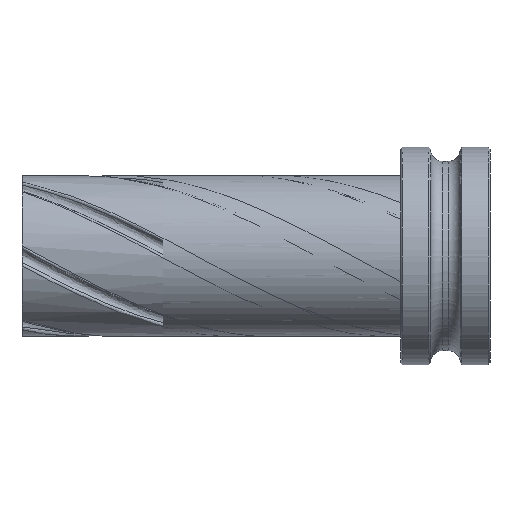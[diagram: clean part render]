
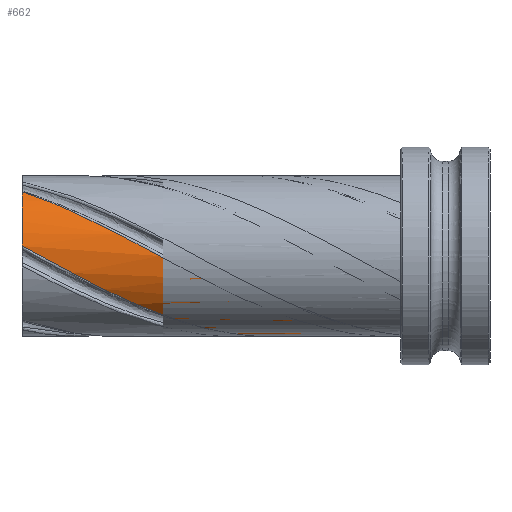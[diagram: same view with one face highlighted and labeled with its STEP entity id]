
A CAD part, left-side view. The second image highlights one B-rep face of the part: STEP entity #662.
In plain terms, the highlighted cylindrical face has radius 8.6 mm (diameter 17.2 mm), a partial arc.
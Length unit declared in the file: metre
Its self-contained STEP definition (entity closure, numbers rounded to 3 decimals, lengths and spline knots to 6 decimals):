
#44=CYLINDRICAL_SURFACE('',#776,0.0086);
#69=B_SPLINE_CURVE_WITH_KNOTS('',3,(#1207,#1208,#1209,#1210,#1211,#1212,
#1213,#1214,#1215,#1216),.UNSPECIFIED.,.F.,.F.,(4,1,1,1,1,1,1,4),(0.,0.005777,
0.011554,0.017331,0.023108,0.028885,
0.034662,0.046216),.UNSPECIFIED.);
#70=B_SPLINE_CURVE_WITH_KNOTS('',3,(#1217,#1218,#1219,#1220,#1221,#1222,
#1223,#1224),.UNSPECIFIED.,.F.,.F.,(4,1,1,1,1,4),(0.,0.011508,
0.023016,0.034524,0.040278,0.046032),
 .UNSPECIFIED.);
#134=ORIENTED_EDGE('',*,*,#336,.F.);
#135=ORIENTED_EDGE('',*,*,#337,.T.);
#136=ORIENTED_EDGE('',*,*,#330,.T.);
#137=ORIENTED_EDGE('',*,*,#338,.T.);
#330=EDGE_CURVE('',#432,#431,#493,.T.);
#336=EDGE_CURVE('',#437,#438,#496,.T.);
#337=EDGE_CURVE('',#437,#432,#69,.T.);
#338=EDGE_CURVE('',#431,#438,#70,.T.);
#431=VERTEX_POINT('',#1182);
#432=VERTEX_POINT('',#1184);
#437=VERTEX_POINT('',#1205);
#438=VERTEX_POINT('',#1206);
#493=CIRCLE('',#773,0.0086);
#496=CIRCLE('',#777,0.0086);
#530=EDGE_LOOP('',(#134,#135,#136,#137));
#594=FACE_BOUND('',#530,.T.);
#662=ADVANCED_FACE('',(#594),#44,.T.);
#773=AXIS2_PLACEMENT_3D('',#1183,#861,#862);
#776=AXIS2_PLACEMENT_3D('',#1203,#867,#868);
#777=AXIS2_PLACEMENT_3D('',#1204,#869,#870);
#861=DIRECTION('',(0.,-1.,0.));
#862=DIRECTION('',(0.,0.,-1.));
#867=DIRECTION('',(0.,-1.,0.));
#868=DIRECTION('',(0.,0.,-1.));
#869=DIRECTION('',(0.,-1.,0.));
#870=DIRECTION('',(0.,0.,-1.));
#1182=CARTESIAN_POINT('',(-0.008534,0.05,0.001061));
#1183=CARTESIAN_POINT('',(0.,0.05,0.));
#1184=CARTESIAN_POINT('',(-0.005185,0.05,0.006861));
#1203=CARTESIAN_POINT('',(0.,0.025,0.));
#1204=CARTESIAN_POINT('',(0.,0.009525,0.));
#1205=CARTESIAN_POINT('',(0.00042,0.009525,-0.00859));
#1206=CARTESIAN_POINT('',(0.006453,0.009525,-0.005685));
#1207=CARTESIAN_POINT('',(0.00042,0.009525,-0.00859));
#1208=CARTESIAN_POINT('',(-0.000501,0.011215,-0.008635));
#1209=CARTESIAN_POINT('',(-0.00232,0.014593,-0.008433));
#1210=CARTESIAN_POINT('',(-0.004853,0.019668,-0.007275));
#1211=CARTESIAN_POINT('',(-0.006857,0.024646,-0.005425));
#1212=CARTESIAN_POINT('',(-0.008216,0.029714,-0.003004));
#1213=CARTESIAN_POINT('',(-0.00874,0.03478,-0.000285));
#1214=CARTESIAN_POINT('',(-0.008281,0.04155,0.00338));
#1215=CARTESIAN_POINT('',(-0.006639,0.046606,0.005762));
#1216=CARTESIAN_POINT('',(-0.005185,0.05,0.006861));
#1217=CARTESIAN_POINT('',(-0.008534,0.05,0.001061));
#1218=CARTESIAN_POINT('',(-0.008758,0.04662,-0.00074));
#1219=CARTESIAN_POINT('',(-0.008016,0.039888,-0.004516));
#1220=CARTESIAN_POINT('',(-0.003781,0.029759,-0.008385));
#1221=CARTESIAN_POINT('',(0.000989,0.02133,-0.008891));
#1222=CARTESIAN_POINT('',(0.004434,0.014588,-0.007536));
#1223=CARTESIAN_POINT('',(0.005845,0.011208,-0.006375));
#1224=CARTESIAN_POINT('',(0.006453,0.009525,-0.005685));
